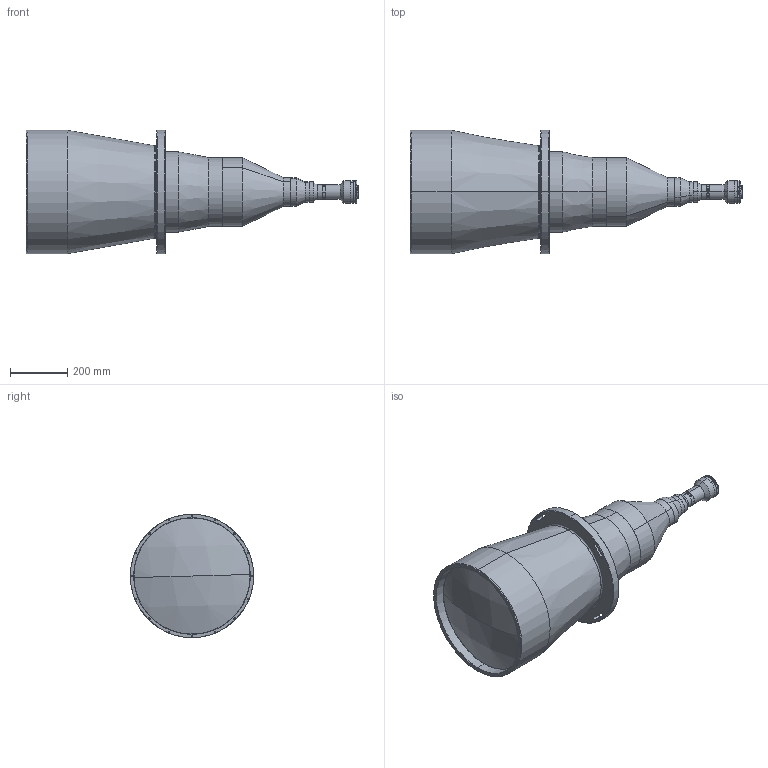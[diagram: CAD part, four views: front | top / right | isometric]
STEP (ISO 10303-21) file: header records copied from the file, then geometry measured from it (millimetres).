
FILE_DESCRIPTION (( 'STEP AP203' ), '1' );
FILE_NAME ('XF-PTL39038-F.STEP', '2019-07-19T03:28:34', ( 'puyufan' ), ( '' ), 'SwSTEP 2.0', 'SolidWorks 2014', '' );
FILE_SCHEMA (( 'CONFIG_CONTROL_DESIGN' ));
Length unit declared in the file: millimetre
Products named in the file (1): XF-PTL39038-F
Bounding box: 1156.8 x 430 x 430 mm (x, y, z)
Surface area: 1394643.2 mm2 (no closed solid volume)
Topology: 0 solids, 54 shells, 278 faces, 1320 edges, 1082 vertices
Faces by surface type: cylinder 140, plane 78, torus 28, cone 28, sphere 4
Entity records: 17426 total; most frequent: CARTESIAN_POINT 6741, DIRECTION 2269, ORIENTED_EDGE 1828, EDGE_CURVE 1320, VERTEX_POINT 1082, AXIS2_PLACEMENT_3D 876, CIRCLE 597, VECTOR 517
